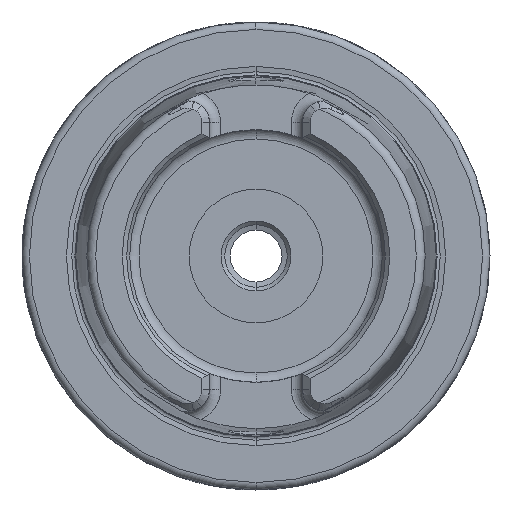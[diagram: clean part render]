
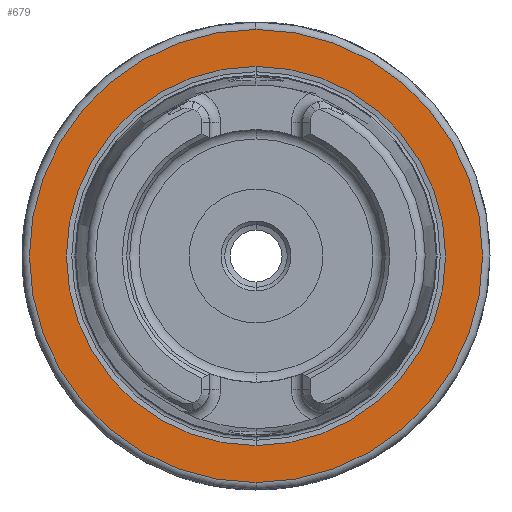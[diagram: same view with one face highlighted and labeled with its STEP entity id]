
A CAD part, left-side view. The second image highlights one B-rep face of the part: STEP entity #679.
In plain terms, the highlighted planar face has unit normal (-1, 0, 0).
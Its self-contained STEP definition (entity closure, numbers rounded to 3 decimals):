
#162 = DIRECTION ( 'NONE',  ( 0., 0., -1. ) ) ;
#171 = DIRECTION ( 'NONE',  ( 1., 0., 0. ) ) ;
#179 = CARTESIAN_POINT ( 'NONE',  ( -64., 31.5, 0. ) ) ;
#262 = AXIS2_PLACEMENT_3D ( 'NONE', #7383, #7287, #7322 ) ;
#358 = PLANE ( 'NONE',  #2086 ) ;
#442 = AXIS2_PLACEMENT_3D ( 'NONE', #1520, #1491, #1469 ) ;
#499 = AXIS2_PLACEMENT_3D ( 'NONE', #2496, #2464, #2438 ) ;
#679 = ADVANCED_FACE ( 'NONE', ( #4709, #4771 ), #358, .F. ) ;
#764 = VERTEX_POINT ( 'NONE', #7683 ) ;
#1469 = DIRECTION ( 'NONE',  ( 0., 0., -1. ) ) ;
#1491 = DIRECTION ( 'NONE',  ( 1., 0., 0. ) ) ;
#1520 = CARTESIAN_POINT ( 'NONE',  ( -64., 0., 0. ) ) ;
#2086 = AXIS2_PLACEMENT_3D ( 'NONE', #179, #171, #162 ) ;
#2167 = CIRCLE ( 'NONE', #262, 30.5 ) ;
#2295 = CIRCLE ( 'NONE', #442, 25.521 ) ;
#2333 = CIRCLE ( 'NONE', #499, 30.5 ) ;
#2438 = DIRECTION ( 'NONE',  ( 0., 0., -1. ) ) ;
#2464 = DIRECTION ( 'NONE',  ( -1., 0., 0. ) ) ;
#2496 = CARTESIAN_POINT ( 'NONE',  ( -64., 0., 0. ) ) ;
#3066 = EDGE_CURVE ( 'NONE', #5802, #764, #2333, .T. ) ;
#3121 = EDGE_CURVE ( 'NONE', #6232, #6561, #2295, .T. ) ;
#3211 = EDGE_CURVE ( 'NONE', #764, #5802, #2167, .T. ) ;
#3274 = EDGE_LOOP ( 'NONE', ( #7294, #7485 ) ) ;
#3460 = CARTESIAN_POINT ( 'NONE',  ( -64., 0., -25.521 ) ) ;
#3505 = CARTESIAN_POINT ( 'NONE',  ( -64., 0., 0. ) ) ;
#3798 = EDGE_LOOP ( 'NONE', ( #4962, #5113 ) ) ;
#4189 = DIRECTION ( 'NONE',  ( 0., 0., -1. ) ) ;
#4709 = FACE_OUTER_BOUND ( 'NONE', #3798, .T. ) ;
#4771 = FACE_BOUND ( 'NONE', #3274, .T. ) ;
#4936 = CARTESIAN_POINT ( 'NONE',  ( -64., 0., -30.5 ) ) ;
#4962 = ORIENTED_EDGE ( 'NONE', *, *, #3066, .T. ) ;
#5113 = ORIENTED_EDGE ( 'NONE', *, *, #3211, .T. ) ;
#5165 = EDGE_CURVE ( 'NONE', #6561, #6232, #7820, .T. ) ;
#5802 = VERTEX_POINT ( 'NONE', #4936 ) ;
#6232 = VERTEX_POINT ( 'NONE', #3460 ) ;
#6561 = VERTEX_POINT ( 'NONE', #8663 ) ;
#7287 = DIRECTION ( 'NONE',  ( -1., 0., 0. ) ) ;
#7294 = ORIENTED_EDGE ( 'NONE', *, *, #5165, .T. ) ;
#7322 = DIRECTION ( 'NONE',  ( 0., 0., -1. ) ) ;
#7383 = CARTESIAN_POINT ( 'NONE',  ( -64., 0., 0. ) ) ;
#7471 = AXIS2_PLACEMENT_3D ( 'NONE', #3505, #8527, #4189 ) ;
#7485 = ORIENTED_EDGE ( 'NONE', *, *, #3121, .T. ) ;
#7683 = CARTESIAN_POINT ( 'NONE',  ( -64., 0., 30.5 ) ) ;
#7820 = CIRCLE ( 'NONE', #7471, 25.521 ) ;
#8527 = DIRECTION ( 'NONE',  ( 1., 0., 0. ) ) ;
#8663 = CARTESIAN_POINT ( 'NONE',  ( -64., 0., 25.521 ) ) ;
